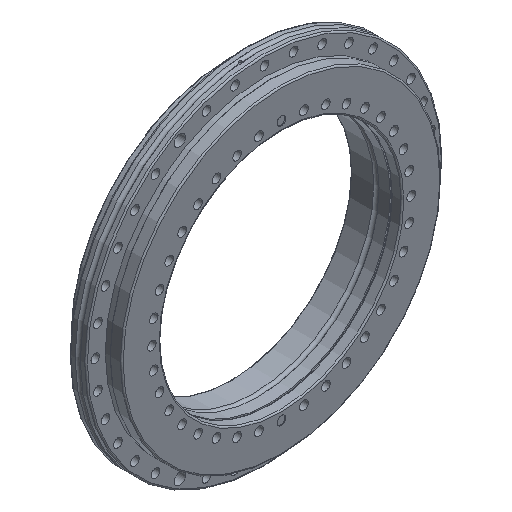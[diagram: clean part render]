
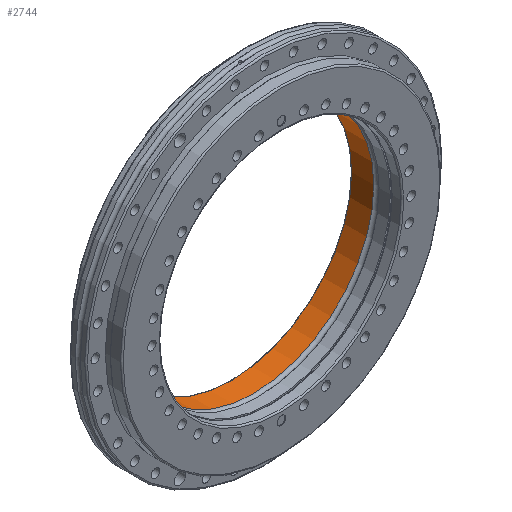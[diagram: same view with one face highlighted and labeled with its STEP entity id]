
A CAD part, isometric view. The second image highlights one B-rep face of the part: STEP entity #2744.
In plain terms, the highlighted cylindrical face has radius 130 mm (diameter 260 mm), a full revolution.
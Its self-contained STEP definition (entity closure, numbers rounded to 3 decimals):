
#2611=CYLINDRICAL_SURFACE('',#16013,130.);
#2744=ADVANCED_FACE('',(#4495,#4496),#2611,.F.);
#4190=CIRCLE('',#16001,130.);
#4196=CIRCLE('',#16012,130.);
#4495=FACE_BOUND('',#5073,.T.);
#4496=FACE_BOUND('',#5074,.T.);
#5073=EDGE_LOOP('',(#6906));
#5074=EDGE_LOOP('',(#6907));
#6906=ORIENTED_EDGE('',*,*,#12881,.F.);
#6907=ORIENTED_EDGE('',*,*,#12874,.T.);
#11313=VERTEX_POINT('',#22998);
#11320=VERTEX_POINT('',#23077);
#12874=EDGE_CURVE('',#11313,#11313,#4190,.T.);
#12881=EDGE_CURVE('',#11320,#11320,#4196,.T.);
#16001=AXIS2_PLACEMENT_3D('',#22997,#16963,#16964);
#16012=AXIS2_PLACEMENT_3D('',#23076,#16985,#16986);
#16013=AXIS2_PLACEMENT_3D('',#23078,#16987,#16988);
#16963=DIRECTION('',(0.,-1.,0.));
#16964=DIRECTION('',(0.,0.,-1.));
#16985=DIRECTION('',(0.,-1.,0.));
#16986=DIRECTION('',(0.,0.,-1.));
#16987=DIRECTION('',(0.,-1.,0.));
#16988=DIRECTION('',(0.,0.,-1.));
#22997=CARTESIAN_POINT('',(0.,-24.672,0.));
#22998=CARTESIAN_POINT('',(0.,-24.672,-130.));
#23076=CARTESIAN_POINT('',(0.,-0.75,0.));
#23077=CARTESIAN_POINT('',(0.,-0.75,-130.));
#23078=CARTESIAN_POINT('',(0.,0.,0.));
